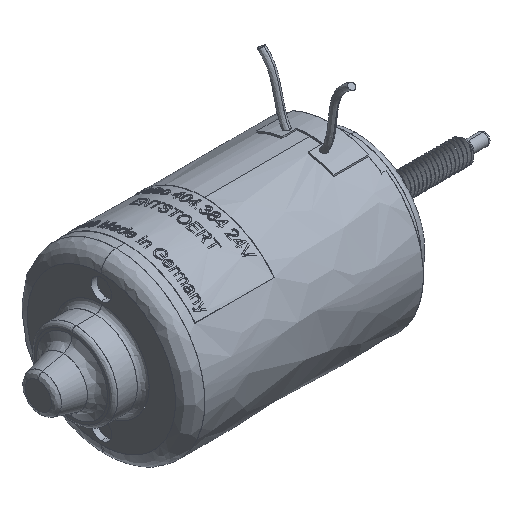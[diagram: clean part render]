
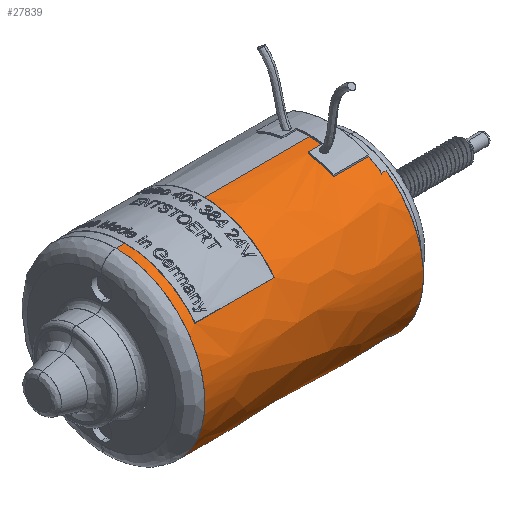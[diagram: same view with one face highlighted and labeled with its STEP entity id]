
A CAD part, isometric view. The second image highlights one B-rep face of the part: STEP entity #27839.
In plain terms, the highlighted free-form (B-spline) face has degree [2, 1] with [5, 2] control points.
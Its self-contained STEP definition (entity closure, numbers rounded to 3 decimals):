
#27839 = ADVANCED_FACE('',(#27840),#27964,.T.);
#27840 = FACE_BOUND('',#27841,.T.);
#27841 = EDGE_LOOP('',(#27842,#27852,#27859,#27867,#27874,#27882,#27889,
    #27897,#27904,#27912,#27919,#27927,#27934,#27942,#27949,#27959));
#27842 = ORIENTED_EDGE('',*,*,#27843,.F.);
#27843 = EDGE_CURVE('',#27844,#27846,#27848,.T.);
#27844 = VERTEX_POINT('',#27845);
#27845 = CARTESIAN_POINT('',(-69.434,-23.673,
    18.437));
#27846 = VERTEX_POINT('',#27847);
#27847 = CARTESIAN_POINT('',(-69.434,0.,
    30.006));
#27848 = ( BOUNDED_CURVE() B_SPLINE_CURVE(2,(#27849,#27850,#27851),
.UNSPECIFIED.,.F.,.F.) B_SPLINE_CURVE_WITH_KNOTS((3,3),(
0.,0.909),.PIECEWISE_BEZIER_KNOTS.) CURVE() 
GEOMETRIC_REPRESENTATION_ITEM() RATIONAL_B_SPLINE_CURVE((1.,
0.898,1.)) REPRESENTATION_ITEM('') );
#27849 = CARTESIAN_POINT('',(-69.434,-23.673,
    18.437));
#27850 = CARTESIAN_POINT('',(-69.434,-14.663,
    30.006));
#27851 = CARTESIAN_POINT('',(-69.434,0.,
    30.006));
#27852 = ORIENTED_EDGE('',*,*,#27853,.F.);
#27853 = EDGE_CURVE('',#27854,#27844,#27856,.T.);
#27854 = VERTEX_POINT('',#27855);
#27855 = CARTESIAN_POINT('',(-42.653,-23.673,
    18.437));
#27856 = B_SPLINE_CURVE_WITH_KNOTS('',1,(#27857,#27858),.UNSPECIFIED.,
  .F.,.F.,(2,2),(0.,27.),.PIECEWISE_BEZIER_KNOTS.);
#27857 = CARTESIAN_POINT('',(-42.653,-23.673,
    18.437));
#27858 = CARTESIAN_POINT('',(-69.434,-23.673,
    18.437));
#27859 = ORIENTED_EDGE('',*,*,#27860,.F.);
#27860 = EDGE_CURVE('',#27861,#27854,#27863,.T.);
#27861 = VERTEX_POINT('',#27862);
#27862 = CARTESIAN_POINT('',(-42.653,0.,
    30.006));
#27863 = ( BOUNDED_CURVE() B_SPLINE_CURVE(2,(#27864,#27865,#27866),
.UNSPECIFIED.,.F.,.F.) B_SPLINE_CURVE_WITH_KNOTS((3,3),(0.,
0.909),.PIECEWISE_BEZIER_KNOTS.) CURVE() 
GEOMETRIC_REPRESENTATION_ITEM() RATIONAL_B_SPLINE_CURVE((1.,
0.898,1.)) REPRESENTATION_ITEM('') );
#27864 = CARTESIAN_POINT('',(-42.653,0.,
    30.006));
#27865 = CARTESIAN_POINT('',(-42.653,-14.663,
    30.006));
#27866 = CARTESIAN_POINT('',(-42.653,-23.673,
    18.437));
#27867 = ORIENTED_EDGE('',*,*,#27868,.F.);
#27868 = EDGE_CURVE('',#27869,#27861,#27871,.T.);
#27869 = VERTEX_POINT('',#27870);
#27870 = CARTESIAN_POINT('',(-6.943,0.,
    30.006));
#27871 = B_SPLINE_CURVE_WITH_KNOTS('',1,(#27872,#27873),.UNSPECIFIED.,
  .F.,.F.,(2,2),(0.,36.),.PIECEWISE_BEZIER_KNOTS.);
#27872 = CARTESIAN_POINT('',(-6.943,0.,30.006));
#27873 = CARTESIAN_POINT('',(-42.653,0.,30.006));
#27874 = ORIENTED_EDGE('',*,*,#27875,.F.);
#27875 = EDGE_CURVE('',#27876,#27869,#27878,.T.);
#27876 = VERTEX_POINT('',#27877);
#27877 = CARTESIAN_POINT('',(-6.943,-4.464,
    29.672));
#27878 = ( BOUNDED_CURVE() B_SPLINE_CURVE(2,(#27879,#27880,#27881),
.UNSPECIFIED.,.F.,.F.) B_SPLINE_CURVE_WITH_KNOTS((3,3),(0.,0.149
),.PIECEWISE_BEZIER_KNOTS.) CURVE() GEOMETRIC_REPRESENTATION_ITEM() 
RATIONAL_B_SPLINE_CURVE((1.,0.997,1.)) REPRESENTATION_ITEM('') 
  );
#27879 = CARTESIAN_POINT('',(-6.943,-4.464,
    29.672));
#27880 = CARTESIAN_POINT('',(-6.943,-2.244,
    30.006));
#27881 = CARTESIAN_POINT('',(-6.943,0.,
    30.006));
#27882 = ORIENTED_EDGE('',*,*,#27883,.F.);
#27883 = EDGE_CURVE('',#27884,#27876,#27886,.T.);
#27884 = VERTEX_POINT('',#27885);
#27885 = CARTESIAN_POINT('',(-11.903,-4.464,
    29.672));
#27886 = B_SPLINE_CURVE_WITH_KNOTS('',1,(#27887,#27888),.UNSPECIFIED.,
  .F.,.F.,(2,2),(0.,5.),.PIECEWISE_BEZIER_KNOTS.);
#27887 = CARTESIAN_POINT('',(-11.903,-4.464,
    29.672));
#27888 = CARTESIAN_POINT('',(-6.943,-4.464,
    29.672));
#27889 = ORIENTED_EDGE('',*,*,#27890,.F.);
#27890 = EDGE_CURVE('',#27891,#27884,#27893,.T.);
#27891 = VERTEX_POINT('',#27892);
#27892 = CARTESIAN_POINT('',(-11.903,-12.895,
    27.093));
#27893 = ( BOUNDED_CURVE() B_SPLINE_CURVE(2,(#27894,#27895,#27896),
.UNSPECIFIED.,.F.,.F.) B_SPLINE_CURVE_WITH_KNOTS((3,3),(
0.,0.295),.PIECEWISE_BEZIER_KNOTS.) CURVE() 
GEOMETRIC_REPRESENTATION_ITEM() RATIONAL_B_SPLINE_CURVE((1.,
0.989,1.)) REPRESENTATION_ITEM('') );
#27894 = CARTESIAN_POINT('',(-11.903,-12.895,
    27.093));
#27895 = CARTESIAN_POINT('',(-11.903,-8.871,
    29.009));
#27896 = CARTESIAN_POINT('',(-11.903,-4.464,
    29.672));
#27897 = ORIENTED_EDGE('',*,*,#27898,.F.);
#27898 = EDGE_CURVE('',#27899,#27891,#27901,.T.);
#27899 = VERTEX_POINT('',#27900);
#27900 = CARTESIAN_POINT('',(0.,-12.895,
    27.093));
#27901 = B_SPLINE_CURVE_WITH_KNOTS('',1,(#27902,#27903),.UNSPECIFIED.,
  .F.,.F.,(2,2),(0.,12.),.PIECEWISE_BEZIER_KNOTS.);
#27902 = CARTESIAN_POINT('',(0.,-12.895,27.093));
#27903 = CARTESIAN_POINT('',(-11.903,-12.895,
    27.093));
#27904 = ORIENTED_EDGE('',*,*,#27905,.F.);
#27905 = EDGE_CURVE('',#27906,#27899,#27908,.T.);
#27906 = VERTEX_POINT('',#27907);
#27907 = CARTESIAN_POINT('',(0.,-17.359,
    24.475));
#27908 = ( BOUNDED_CURVE() B_SPLINE_CURVE(2,(#27909,#27910,#27911),
.UNSPECIFIED.,.F.,.F.) B_SPLINE_CURVE_WITH_KNOTS((3,3),(0.,
0.173),.PIECEWISE_BEZIER_KNOTS.) CURVE() 
GEOMETRIC_REPRESENTATION_ITEM() RATIONAL_B_SPLINE_CURVE((1.,
0.996,1.)) REPRESENTATION_ITEM('') );
#27909 = CARTESIAN_POINT('',(0.,-17.359,
    24.475));
#27910 = CARTESIAN_POINT('',(0.,-15.24,
    25.977));
#27911 = CARTESIAN_POINT('',(0.,-12.895,
    27.093));
#27912 = ORIENTED_EDGE('',*,*,#27913,.F.);
#27913 = EDGE_CURVE('',#27914,#27906,#27916,.T.);
#27914 = VERTEX_POINT('',#27915);
#27915 = CARTESIAN_POINT('',(1.488,-17.359,
    24.475));
#27916 = B_SPLINE_CURVE_WITH_KNOTS('',1,(#27917,#27918),.UNSPECIFIED.,
  .F.,.F.,(2,2),(0.,1.5),.PIECEWISE_BEZIER_KNOTS.);
#27917 = CARTESIAN_POINT('',(1.488,-17.359,
    24.475));
#27918 = CARTESIAN_POINT('',(0.,-17.359,24.475));
#27919 = ORIENTED_EDGE('',*,*,#27920,.F.);
#27920 = EDGE_CURVE('',#27921,#27914,#27923,.T.);
#27921 = VERTEX_POINT('',#27922);
#27922 = CARTESIAN_POINT('',(1.488,-17.359,
    -24.475));
#27923 = ( BOUNDED_CURVE() B_SPLINE_CURVE(2,(#27924,#27925,#27926),
.UNSPECIFIED.,.F.,.F.) B_SPLINE_CURVE_WITH_KNOTS((3,3),(0.,
1.908),.PIECEWISE_BEZIER_KNOTS.) CURVE() 
GEOMETRIC_REPRESENTATION_ITEM() RATIONAL_B_SPLINE_CURVE((1.,
0.579,1.)) REPRESENTATION_ITEM('') );
#27924 = CARTESIAN_POINT('',(1.488,-17.359,
    -24.475));
#27925 = CARTESIAN_POINT('',(1.488,-51.867,
    0.));
#27926 = CARTESIAN_POINT('',(1.488,-17.359,
    24.475));
#27927 = ORIENTED_EDGE('',*,*,#27928,.F.);
#27928 = EDGE_CURVE('',#27929,#27921,#27931,.T.);
#27929 = VERTEX_POINT('',#27930);
#27930 = CARTESIAN_POINT('',(0.,-17.359,
    -24.475));
#27931 = B_SPLINE_CURVE_WITH_KNOTS('',1,(#27932,#27933),.UNSPECIFIED.,
  .F.,.F.,(2,2),(0.,1.5),.PIECEWISE_BEZIER_KNOTS.);
#27932 = CARTESIAN_POINT('',(0.,-17.359,-24.475));
#27933 = CARTESIAN_POINT('',(1.488,-17.359,
    -24.475));
#27934 = ORIENTED_EDGE('',*,*,#27935,.F.);
#27935 = EDGE_CURVE('',#27936,#27929,#27938,.T.);
#27936 = VERTEX_POINT('',#27937);
#27937 = CARTESIAN_POINT('',(0.,0.,
    -30.006));
#27938 = ( BOUNDED_CURVE() B_SPLINE_CURVE(2,(#27939,#27940,#27941),
.UNSPECIFIED.,.F.,.F.) B_SPLINE_CURVE_WITH_KNOTS((3,3),(0.,
0.617),.PIECEWISE_BEZIER_KNOTS.) CURVE() 
GEOMETRIC_REPRESENTATION_ITEM() RATIONAL_B_SPLINE_CURVE((1.,
0.953,1.)) REPRESENTATION_ITEM('') );
#27939 = CARTESIAN_POINT('',(0.,0.,
    -30.006));
#27940 = CARTESIAN_POINT('',(0.,-9.56,
    -30.006));
#27941 = CARTESIAN_POINT('',(0.,-17.359,
    -24.475));
#27942 = ORIENTED_EDGE('',*,*,#27943,.F.);
#27943 = EDGE_CURVE('',#27944,#27936,#27946,.T.);
#27944 = VERTEX_POINT('',#27945);
#27945 = CARTESIAN_POINT('',(-72.41,0.,
    -30.006));
#27946 = B_SPLINE_CURVE_WITH_KNOTS('',1,(#27947,#27948),.UNSPECIFIED.,
  .F.,.F.,(2,2),(0.,73.),.PIECEWISE_BEZIER_KNOTS.);
#27947 = CARTESIAN_POINT('',(-72.41,0.,-30.006));
#27948 = CARTESIAN_POINT('',(0.,0.,-30.006));
#27949 = ORIENTED_EDGE('',*,*,#27950,.F.);
#27950 = EDGE_CURVE('',#27951,#27944,#27953,.T.);
#27951 = VERTEX_POINT('',#27952);
#27952 = CARTESIAN_POINT('',(-72.41,0.,
    30.006));
#27953 = ( BOUNDED_CURVE() B_SPLINE_CURVE(2,(#27954,#27955,#27956,#27957
,#27958),.UNSPECIFIED.,.F.,.F.) B_SPLINE_CURVE_WITH_KNOTS((3,2,3),(0.,
1.571,3.142),.PIECEWISE_BEZIER_KNOTS.) CURVE() 
GEOMETRIC_REPRESENTATION_ITEM() RATIONAL_B_SPLINE_CURVE((1.,
0.707,1.,0.707,1.)) REPRESENTATION_ITEM('') );
#27954 = CARTESIAN_POINT('',(-72.41,0.,
    30.006));
#27955 = CARTESIAN_POINT('',(-72.41,-30.006,
    30.006));
#27956 = CARTESIAN_POINT('',(-72.41,-30.006,
    0.));
#27957 = CARTESIAN_POINT('',(-72.41,-30.006,
    -30.006));
#27958 = CARTESIAN_POINT('',(-72.41,0.,
    -30.006));
#27959 = ORIENTED_EDGE('',*,*,#27960,.F.);
#27960 = EDGE_CURVE('',#27846,#27951,#27961,.T.);
#27961 = B_SPLINE_CURVE_WITH_KNOTS('',1,(#27962,#27963),.UNSPECIFIED.,
  .F.,.F.,(2,2),(0.,3.),.PIECEWISE_BEZIER_KNOTS.);
#27962 = CARTESIAN_POINT('',(-69.434,0.,30.006));
#27963 = CARTESIAN_POINT('',(-72.41,0.,30.006));
#27964 = ( BOUNDED_SURFACE() B_SPLINE_SURFACE(2,1,(
    (#27965,#27966)
    ,(#27967,#27968)
    ,(#27969,#27970)
    ,(#27971,#27972)
    ,(#27973,#27974
)),.UNSPECIFIED.,.F.,.F.,.F.) B_SPLINE_SURFACE_WITH_KNOTS((3,2,3),(2,2),
  (0.,1.571,3.142),(0.,74.5),.PIECEWISE_BEZIER_KNOTS.) 
GEOMETRIC_REPRESENTATION_ITEM() RATIONAL_B_SPLINE_SURFACE((
    (1.,1.)
    ,(0.707,0.707)
    ,(1.,1.)
    ,(0.707,0.707)
,(1.,1.))) REPRESENTATION_ITEM('') SURFACE() );
#27965 = CARTESIAN_POINT('',(-72.41,0.,
    -30.006));
#27966 = CARTESIAN_POINT('',(1.488,0.,
    -30.006));
#27967 = CARTESIAN_POINT('',(-72.41,-30.006,
    -30.006));
#27968 = CARTESIAN_POINT('',(1.488,-30.006,
    -30.006));
#27969 = CARTESIAN_POINT('',(-72.41,-30.006,
    0.));
#27970 = CARTESIAN_POINT('',(1.488,-30.006,
    0.));
#27971 = CARTESIAN_POINT('',(-72.41,-30.006,
    30.006));
#27972 = CARTESIAN_POINT('',(1.488,-30.006,
    30.006));
#27973 = CARTESIAN_POINT('',(-72.41,0.,
    30.006));
#27974 = CARTESIAN_POINT('',(1.488,0.,
    30.006));
